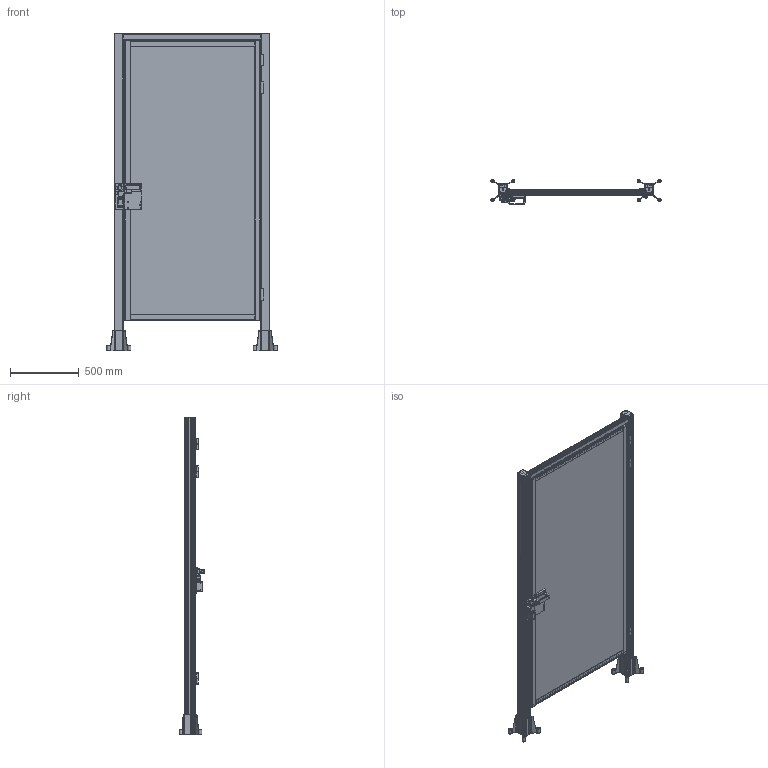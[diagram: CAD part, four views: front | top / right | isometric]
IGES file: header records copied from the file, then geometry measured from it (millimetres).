
Global section: file name: No Iges File Name specified; native system: Autodesk Inventor 2012; preprocessor: AutoDesk Inventor Iges Exporter R2012; author: marina kaa; date: 20121124.110009; units: millimetre
Bounding box: 1233.97 x 184.72 x 2304 mm (x, y, z)
Volume: 17757229.7 mm3; surface area: 12814071.9 mm2
Topology: 11 solids, 34 shells, 3072 faces, 9120 edges, 5994 vertices
Faces by surface type: plane 1500, revolution 782, cylinder 624, cone 108, sphere 44, torus 8, bspline 6
Full cylindrical faces by diameter (mm): 5 x6, 6 x7, 7.8 x6, 7.9 x6, 8 x3, 8.5 x4, 9.8 x1, 10 x6, 11.8 x6, 13 x2, 14 x2, 20 x3
